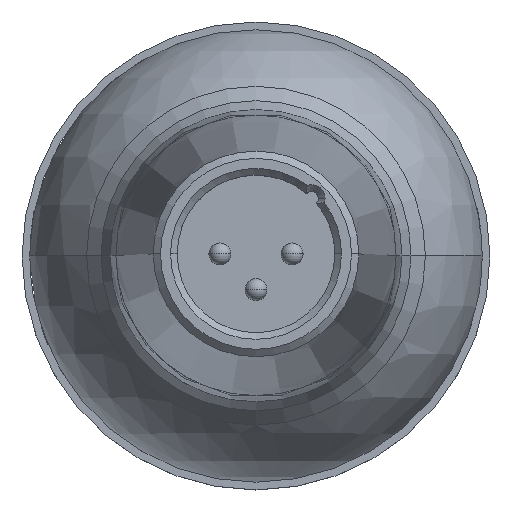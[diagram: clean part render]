
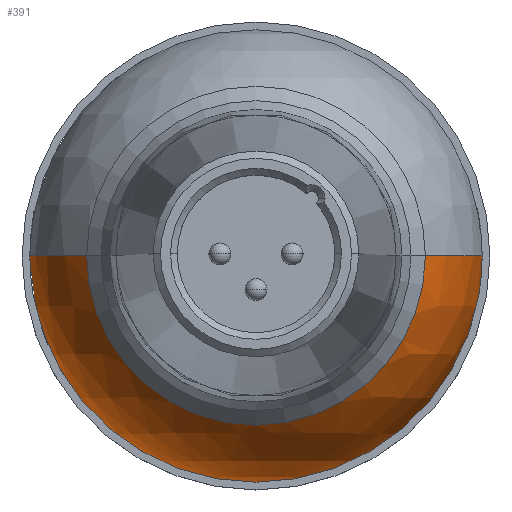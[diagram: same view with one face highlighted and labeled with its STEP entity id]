
A CAD part, top view. The second image highlights one B-rep face of the part: STEP entity #391.
In plain terms, the highlighted spherical face has radius 25.5 mm.
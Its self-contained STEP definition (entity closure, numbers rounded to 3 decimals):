
#37 = ORIENTED_EDGE ( 'NONE', *, *, #823, .F. ) ;
#60 = ORIENTED_EDGE ( 'NONE', *, *, #868, .F. ) ;
#68 = CARTESIAN_POINT ( 'NONE',  ( 0., 0., 0. ) ) ;
#153 = DIRECTION ( 'NONE',  ( 0., 1., 0. ) ) ;
#187 = DIRECTION ( 'NONE',  ( 0., 0., 1. ) ) ;
#240 = AXIS2_PLACEMENT_3D ( 'NONE', #670, #1587, #640 ) ;
#286 = DIRECTION ( 'NONE',  ( 0., -1., 0. ) ) ;
#351 = CIRCLE ( 'NONE', #1193, 25.5 ) ;
#391 = ADVANCED_FACE ( 'NONE', ( #555 ), #1408, .T. ) ;
#514 = CARTESIAN_POINT ( 'NONE',  ( 0., 0., 0. ) ) ;
#516 = AXIS2_PLACEMENT_3D ( 'NONE', #1338, #187, #1470 ) ;
#555 = FACE_OUTER_BOUND ( 'NONE', #1179, .T. ) ;
#635 = VERTEX_POINT ( 'NONE', #1054 ) ;
#640 = DIRECTION ( 'NONE',  ( 1., 0., 0. ) ) ;
#670 = CARTESIAN_POINT ( 'NONE',  ( 0., 0., 0. ) ) ;
#691 = VERTEX_POINT ( 'NONE', #1332 ) ;
#694 = VERTEX_POINT ( 'NONE', #1025 ) ;
#757 = ORIENTED_EDGE ( 'NONE', *, *, #1480, .T. ) ;
#823 = EDGE_CURVE ( 'NONE', #691, #694, #1418, .T. ) ;
#868 = EDGE_CURVE ( 'NONE', #635, #691, #1067, .T. ) ;
#1025 = CARTESIAN_POINT ( 'NONE',  ( 0., 0., -25.5 ) ) ;
#1054 = CARTESIAN_POINT ( 'NONE',  ( -19.007, 0., 17. ) ) ;
#1067 = CIRCLE ( 'NONE', #516, 19.007 ) ;
#1179 = EDGE_LOOP ( 'NONE', ( #60, #757, #37 ) ) ;
#1193 = AXIS2_PLACEMENT_3D ( 'NONE', #68, #286, #1565 ) ;
#1332 = CARTESIAN_POINT ( 'NONE',  ( 19.007, 0., 17. ) ) ;
#1338 = CARTESIAN_POINT ( 'NONE',  ( 0., 0., 17. ) ) ;
#1408 = SPHERICAL_SURFACE ( 'NONE', #240, 25.5 ) ;
#1414 = DIRECTION ( 'NONE',  ( 0., 0., 1. ) ) ;
#1418 = CIRCLE ( 'NONE', #1585, 25.5 ) ;
#1470 = DIRECTION ( 'NONE',  ( -1., 0., 0. ) ) ;
#1480 = EDGE_CURVE ( 'NONE', #635, #694, #351, .T. ) ;
#1565 = DIRECTION ( 'NONE',  ( 1., 0., 0. ) ) ;
#1585 = AXIS2_PLACEMENT_3D ( 'NONE', #514, #153, #1414 ) ;
#1587 = DIRECTION ( 'NONE',  ( 0., -1., 0. ) ) ;
